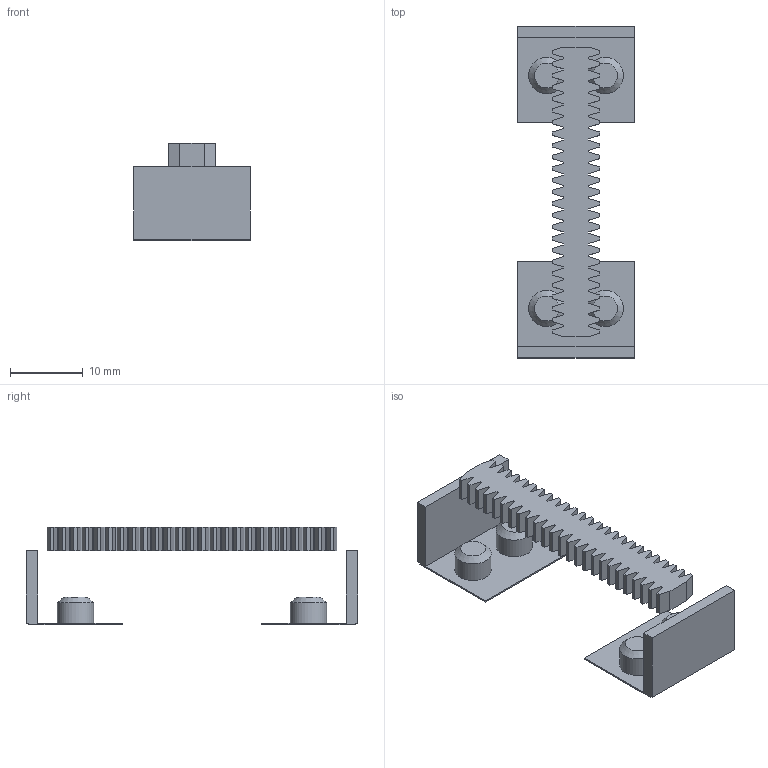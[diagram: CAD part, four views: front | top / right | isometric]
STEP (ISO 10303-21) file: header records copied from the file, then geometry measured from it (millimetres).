
FILE_DESCRIPTION(('Open CASCADE Model'),'2;1');
FILE_NAME('Open CASCADE Shape Model','2025-01-19T18:58:07',('Author'),( 'Open CASCADE'),'Open CASCADE STEP processor 7.7','Open CASCADE 7.7' ,'Unknown');
FILE_SCHEMA(('AUTOMOTIVE_DESIGN { 1 0 10303 214 1 1 1 1 }'));
Length unit declared in the file: millimetre
Products named in the file (5): Open CASCADE STEP translator 7.7 29; Open CASCADE STEP translator 7.7 29.1; Open CASCADE STEP translator 7.7 29.1.1; Open CASCADE STEP translator 7.7 29.1.2; Open CASCADE STEP translator 7.7 29.1.3
Assembly tree (4 placements, depth 3):
  Open CASCADE STEP translator 7.7 29
    Open CASCADE STEP translator 7.7 29.1
      Open CASCADE STEP translator 7.7 29.1.1
      Open CASCADE STEP translator 7.7 29.1.2
      Open CASCADE STEP translator 7.7 29.1.3
Bounding box: 16 x 45.6 x 13.4 mm (x, y, z)
Volume: 1517.9 mm3; surface area: 2837.1 mm2
Topology: 3 solids, 3 shells, 234 faces, 668 edges, 444 vertices
Faces by surface type: plane 226, cylinder 4, cone 4
Full cylindrical faces by diameter (mm): 5 x4
Entity records: 16234 total; most frequent: CARTESIAN_POINT 2687, DIRECTION 2494, LINE 1984, VECTOR 1984, ORIENTED_EDGE 1336, PCURVE 1336, DEFINITIONAL_REPRESENTATION 1336, EDGE_CURVE 668
